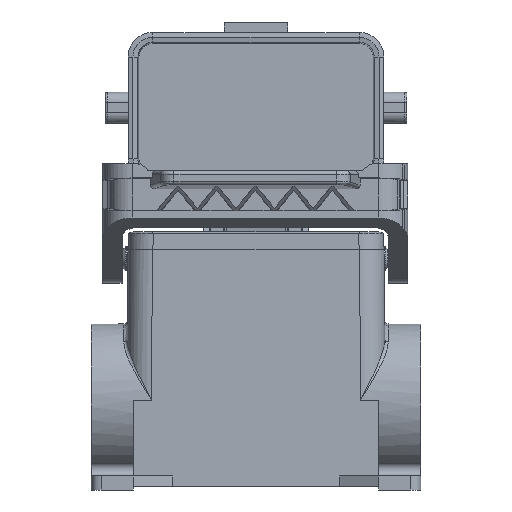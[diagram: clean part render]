
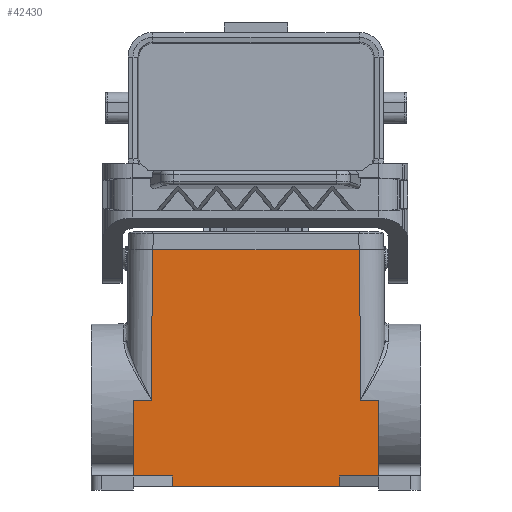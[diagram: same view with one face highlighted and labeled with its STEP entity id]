
A CAD part, front view. The second image highlights one B-rep face of the part: STEP entity #42430.
In plain terms, the highlighted face is planar.
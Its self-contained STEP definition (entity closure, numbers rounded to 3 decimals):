
#4720=CARTESIAN_POINT('',(11.317,55.124,
45.309));
#4730=VERTEX_POINT('',#4720);
#7130=CARTESIAN_POINT('',(11.713,54.728,
-0.061));
#7140=DIRECTION('',(-0.009,0.009,
1.));
#7150=VECTOR('',#7140,1.);
#7160=LINE('',#7130,#7150);
#7170=CARTESIAN_POINT('',(11.315,55.126,45.5));
#7180=VERTEX_POINT('',#7170);
#7190=EDGE_CURVE('',#4730,#7180,#7160,.T.);
#9850=CARTESIAN_POINT('',(11.691,54.751,2.5));
#9860=VERTEX_POINT('',#9850);
#9890=EDGE_CURVE('',#9860,#4730,#7160,.T.);
#15860=CARTESIAN_POINT('',(76.191,55.126,45.5));
#15870=VERTEX_POINT('',#15860);
#16120=CARTESIAN_POINT('',(76.191,55.314,67.));
#16130=VERTEX_POINT('',#16120);
#16160=CARTESIAN_POINT('',(76.191,54.729,0.));
#16170=DIRECTION('',(-0.,-0.009,-1.));
#16180=VECTOR('',#16170,1.);
#16190=LINE('',#16160,#16180);
#16200=EDGE_CURVE('',#16130,#15870,#16190,.T.);
#38220=CARTESIAN_POINT('',(70.691,54.751,2.5))
;
#38230=VERTEX_POINT('',#38220);
#38260=CARTESIAN_POINT('',(0.,54.751,2.5));
#38270=DIRECTION('',(1.,0.,0.));
#38280=VECTOR('',#38270,1.);
#38290=LINE('',#38260,#38280);
#38300=EDGE_CURVE('',#9860,#38230,#38290,.T.);
#40960=CARTESIAN_POINT('',(71.065,55.124,
45.309));
#40970=VERTEX_POINT('',#40960);
#41000=CARTESIAN_POINT('',(70.669,54.728,
-0.061));
#41010=DIRECTION('',(0.009,0.009,
1.));
#41020=VECTOR('',#41010,1.);
#41030=LINE('',#41000,#41020);
#41040=EDGE_CURVE('',#38230,#40970,#41030,.T.);
#41670=CARTESIAN_POINT('',(4.691,54.729,0.
));
#41680=DIRECTION('',(0.,1.,-0.009));
#41690=DIRECTION('',(1.,0.,0.));
#41700=AXIS2_PLACEMENT_3D('',#41670,#41680,#41690);
#41710=PLANE('',#41700);
#41720=CARTESIAN_POINT('',(0.,55.126,45.5));
#41730=DIRECTION('',(1.,-0.,0.));
#41740=VECTOR('',#41730,1.);
#41750=LINE('',#41720,#41740);
#41760=CARTESIAN_POINT('',(6.191,55.126,45.5));
#41770=VERTEX_POINT('',#41760);
#41780=EDGE_CURVE('',#41770,#7180,#41750,.T.);
#41790=ORIENTED_EDGE('',*,*,#41780,.F.);
#41800=ORIENTED_EDGE('',*,*,#7190,.T.);
#41810=ORIENTED_EDGE('',*,*,#9890,.T.);
#41820=ORIENTED_EDGE('',*,*,#38300,.F.);
#41830=ORIENTED_EDGE('',*,*,#41040,.F.);
#41840=CARTESIAN_POINT('',(71.066,55.126,45.5));
#41850=VERTEX_POINT('',#41840);
#41860=EDGE_CURVE('',#40970,#41850,#41030,.T.);
#41870=ORIENTED_EDGE('',*,*,#41860,.F.);
#41880=CARTESIAN_POINT('',(0.,55.126,45.5));
#41890=DIRECTION('',(-1.,0.,0.));
#41900=VECTOR('',#41890,1.);
#41910=LINE('',#41880,#41900);
#41920=EDGE_CURVE('',#15870,#41850,#41910,.T.);
#41930=ORIENTED_EDGE('',*,*,#41920,.T.);
#41940=ORIENTED_EDGE('',*,*,#16200,.T.);
#41950=CARTESIAN_POINT('',(0.,55.314,67.));
#41960=DIRECTION('',(-1.,0.,-0.));
#41970=VECTOR('',#41960,1.);
#41980=LINE('',#41950,#41970);
#41990=CARTESIAN_POINT('',(65.041,55.314,67.));
#42000=VERTEX_POINT('',#41990);
#42010=EDGE_CURVE('',#16130,#42000,#41980,.T.);
#42020=ORIENTED_EDGE('',*,*,#42010,.F.);
#42030=CARTESIAN_POINT('',(64.029,54.729,
0.));
#42040=DIRECTION('',(-0.015,-0.009,
-1.));
#42050=VECTOR('',#42040,1.);
#42060=LINE('',#42030,#42050);
#42070=CARTESIAN_POINT('',(65.087,55.34,70.));
#42080=VERTEX_POINT('',#42070);
#42090=EDGE_CURVE('',#42080,#42000,#42060,.T.);
#42100=ORIENTED_EDGE('',*,*,#42090,.T.);
#42110=CARTESIAN_POINT('',(0.,55.34,70.));
#42120=DIRECTION('',(-1.,0.,0.));
#42130=VECTOR('',#42120,1.);
#42140=LINE('',#42110,#42130);
#42150=CARTESIAN_POINT('',(17.295,55.34,70.));
#42160=VERTEX_POINT('',#42150);
#42170=EDGE_CURVE('',#42080,#42160,#42140,.T.);
#42180=ORIENTED_EDGE('',*,*,#42170,.F.);
#42190=CARTESIAN_POINT('',(18.353,54.729,0.));
#42200=DIRECTION('',(0.015,-0.009,
-1.));
#42210=VECTOR('',#42200,1.);
#42220=LINE('',#42190,#42210);
#42230=CARTESIAN_POINT('',(17.34,55.314,67.));
#42240=VERTEX_POINT('',#42230);
#42250=EDGE_CURVE('',#42160,#42240,#42220,.T.);
#42260=ORIENTED_EDGE('',*,*,#42250,.F.);
#42270=CARTESIAN_POINT('',(0.,55.314,67.));
#42280=DIRECTION('',(1.,-0.,0.));
#42290=VECTOR('',#42280,1.);
#42300=LINE('',#42270,#42290);
#42310=CARTESIAN_POINT('',(6.191,55.314,67.));
#42320=VERTEX_POINT('',#42310);
#42330=EDGE_CURVE('',#42320,#42240,#42300,.T.);
#42340=ORIENTED_EDGE('',*,*,#42330,.T.);
#42350=CARTESIAN_POINT('',(6.191,54.729,0.));
#42360=DIRECTION('',(-0.,-0.009,-1.));
#42370=VECTOR('',#42360,1.);
#42380=LINE('',#42350,#42370);
#42390=EDGE_CURVE('',#42320,#41770,#42380,.T.);
#42400=ORIENTED_EDGE('',*,*,#42390,.F.);
#42410=EDGE_LOOP('',(#42400,#42340,#42260,#42180,#42100,#42020,#41940,
#41930,#41870,#41830,#41820,#41810,#41800,#41790));
#42420=FACE_OUTER_BOUND('',#42410,.T.);
#42430=ADVANCED_FACE('',(#42420),#41710,.T.);
